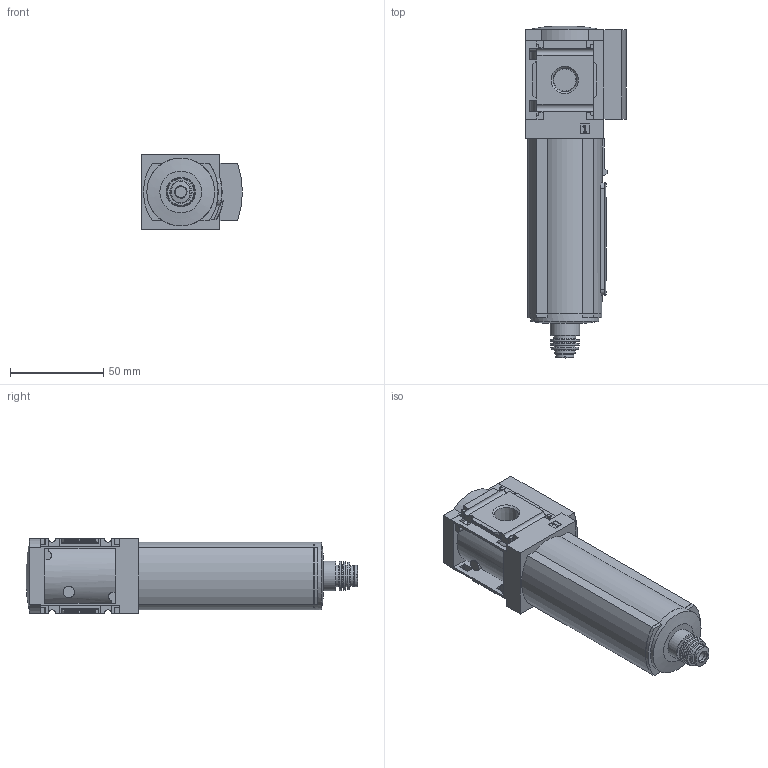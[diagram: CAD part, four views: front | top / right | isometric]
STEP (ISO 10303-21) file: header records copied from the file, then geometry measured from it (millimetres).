
FILE_DESCRIPTION(/* description */ ('STEP AP214'),/* implementation_level */ '2;1');
FILE_NAME(/* name */ '535690_MS4N-LF-1_4-EUV',/* time_stamp */ '2024-09-09T21:13:51+02:00',/* author */ ('License CC BY-ND 4.0'),/* organization */ ('CADENAS'),/* preprocessor_version */ 'ST-DEVELOPER v19.3',/* originating_system */ 'PARTsolutions',/* authorisation */ ' ');
FILE_SCHEMA (('AUTOMOTIVE_DESIGN {1 0 10303 214 3 1 1}'));
Length unit declared in the file: millimetre
Products named in the file (3): 535690 MS4N-LF-1/4-EUV; 527696 MS4N-LF-1/4-E-U-V-0D; 526489 MS4-LFR-V
Assembly tree (2 placements, depth 2):
  535690 MS4N-LF-1/4-EUV
    527696 MS4N-LF-1/4-E-U-V-0D
    526489 MS4-LFR-V
Bounding box: 54 x 178.01 x 40.2 mm (x, y, z)
Volume: 226041.1 mm3; surface area: 32232.4 mm2
Topology: 2 solids, 2 shells, 332 faces, 867 edges, 559 vertices
Faces by surface type: plane 218, cylinder 71, torus 22, cone 21
Full cylindrical faces by diameter (mm): 6 x1, 6.1 x1, 6.2 x2, 11 x1, 11.4 x1, 11.6 x1, 11.8 x1, 15.8 x1, 36.4 x1
Entity records: 12387 total; most frequent: CARTESIAN_POINT 1905, ORIENTED_EDGE 1658, DIRECTION 1647, EDGE_CURVE 829, LINE 595, VECTOR 595, VERTEX_POINT 556, AXIS2_PLACEMENT_3D 526
